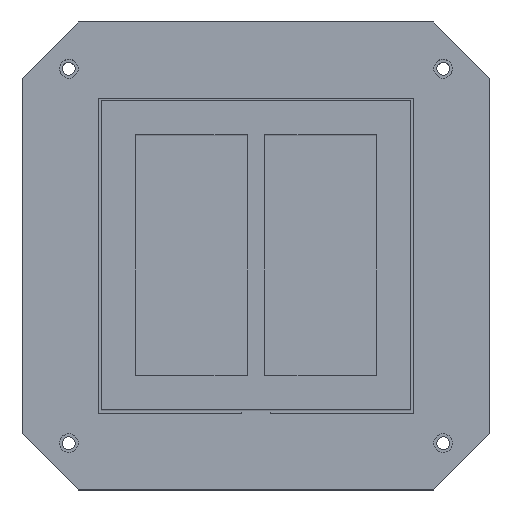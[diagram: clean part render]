
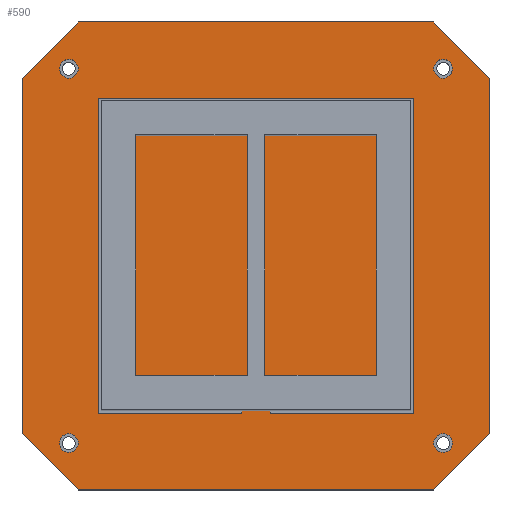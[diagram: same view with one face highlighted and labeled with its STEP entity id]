
A CAD part, top view. The second image highlights one B-rep face of the part: STEP entity #590.
In plain terms, the highlighted planar face has unit normal (0, 0, 1).
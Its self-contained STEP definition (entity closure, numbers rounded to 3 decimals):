
#382=EDGE_CURVE('',#466,#428,#1027,.T.);
#396=EDGE_CURVE('',#772,#720,#1043,.T.);
#402=VERTEX_POINT('',#1049);
#428=VERTEX_POINT('',#1077);
#466=VERTEX_POINT('',#1121);
#502=EDGE_CURVE('',#526,#612,#1160,.T.);
#508=VERTEX_POINT('',#1168);
#526=VERTEX_POINT('',#1188);
#544=VERTEX_POINT('',#1209);
#558=EDGE_CURVE('',#874,#576,#1224,.T.);
#570=EDGE_CURVE('',#576,#584,#1237,.T.);
#576=VERTEX_POINT('',#1243);
#582=EDGE_CURVE('',#688,#584,#1251,.T.);
#584=VERTEX_POINT('',#1253);
#590=ADVANCED_FACE('',(#1260,#1261,#1262,#1263,#1264,#1265),#1266,.T.);
#594=EDGE_CURVE('',#796,#606,#1270,.T.);
#602=EDGE_CURVE('',#614,#626,#1278,.T.);
#604=EDGE_CURVE('',#614,#706,#1280,.T.);
#606=VERTEX_POINT('',#1282);
#612=VERTEX_POINT('',#1289);
#614=VERTEX_POINT('',#1291);
#620=EDGE_CURVE('',#642,#626,#1297,.T.);
#626=VERTEX_POINT('',#1303);
#640=EDGE_CURVE('',#662,#642,#1318,.T.);
#642=VERTEX_POINT('',#1320);
#660=EDGE_CURVE('',#674,#662,#1341,.T.);
#662=VERTEX_POINT('',#1343);
#668=EDGE_CURVE('',#684,#674,#1349,.T.);
#672=EDGE_CURVE('',#526,#688,#1353,.T.);
#674=VERTEX_POINT('',#1355);
#680=EDGE_CURVE('',#692,#684,#1363,.T.);
#682=EDGE_CURVE('',#402,#544,#1365,.T.);
#684=VERTEX_POINT('',#1367);
#686=EDGE_CURVE('',#706,#692,#1369,.T.);
#688=VERTEX_POINT('',#1371);
#692=VERTEX_POINT('',#1375);
#706=VERTEX_POINT('',#1392);
#708=EDGE_CURVE('',#930,#794,#1394,.T.);
#720=VERTEX_POINT('',#1409);
#746=EDGE_CURVE('',#874,#508,#1438,.T.);
#760=EDGE_CURVE('',#606,#612,#1453,.T.);
#762=EDGE_CURVE('',#894,#930,#1455,.T.);
#772=VERTEX_POINT('',#1465);
#788=EDGE_CURVE('',#794,#796,#1482,.T.);
#794=VERTEX_POINT('',#1489);
#796=VERTEX_POINT('',#1491);
#854=EDGE_CURVE('',#860,#890,#1553,.T.);
#860=VERTEX_POINT('',#1559);
#872=EDGE_CURVE('',#720,#772,#1572,.T.);
#874=VERTEX_POINT('',#1574);
#890=VERTEX_POINT('',#1590);
#894=VERTEX_POINT('',#1594);
#908=EDGE_CURVE('',#544,#402,#1609,.T.);
#916=EDGE_CURVE('',#508,#894,#1617,.T.);
#926=EDGE_CURVE('',#890,#860,#1627,.T.);
#930=VERTEX_POINT('',#1631);
#932=EDGE_CURVE('',#428,#466,#1633,.T.);
#1027=CIRCLE('',#1745,10.);
#1043=CIRCLE('',#1771,10.);
#1049=CARTESIAN_POINT('',(-210.0,-200.0,37.));
#1077=CARTESIAN_POINT('',(-190.0,200.0,37.0));
#1121=CARTESIAN_POINT('',(-210.0,200.0,37.));
#1160=LINE('',#1937,#1938);
#1168=CARTESIAN_POINT('',(15.,-168.5,37.));
#1188=CARTESIAN_POINT('',(-15.,-168.5,37.));
#1209=CARTESIAN_POINT('',(-190.0,-200.0,37.0));
#1224=LINE('',#2021,#2022);
#1237=LINE('',#2039,#2040);
#1243=CARTESIAN_POINT('',(168.5,168.5,37.));
#1251=LINE('',#2057,#2058);
#1253=CARTESIAN_POINT('',(-168.5,168.5,37.));
#1260=FACE_BOUND('',#2069,.T.);
#1261=FACE_BOUND('',#2070,.T.);
#1262=FACE_BOUND('',#2071,.T.);
#1263=FACE_BOUND('',#2072,.T.);
#1264=FACE_OUTER_BOUND('',#2073,.T.);
#1265=FACE_BOUND('',#2074,.T.);
#1266=PLANE('',#2075);
#1270=LINE('',#2080,#2081);
#1278=LINE('',#2093,#2094);
#1280=LINE('',#2097,#2098);
#1282=CARTESIAN_POINT('',(-128.5,-128.5,37.));
#1289=CARTESIAN_POINT('',(-15.,-128.5,37.));
#1291=CARTESIAN_POINT('',(-250.0,-190.0,37.));
#1297=LINE('',#2121,#2122);
#1303=CARTESIAN_POINT('',(-250.0,190.0,37.));
#1318=LINE('',#2153,#2154);
#1320=CARTESIAN_POINT('',(-190.0,250.0,37.));
#1341=LINE('',#2182,#2183);
#1343=CARTESIAN_POINT('',(190.0,250.0,37.));
#1349=LINE('',#2193,#2194);
#1353=LINE('',#2199,#2200);
#1355=CARTESIAN_POINT('',(250.0,190.0,37.));
#1363=LINE('',#2211,#2212);
#1365=CIRCLE('',#2215,10.);
#1367=CARTESIAN_POINT('',(250.0,-190.0,37.));
#1369=LINE('',#2220,#2221);
#1371=CARTESIAN_POINT('',(-168.5,-168.5,37.));
#1375=CARTESIAN_POINT('',(190.0,-250.0,37.));
#1392=CARTESIAN_POINT('',(-190.0,-250.0,37.));
#1394=LINE('',#2252,#2253);
#1409=CARTESIAN_POINT('',(210.0,200.0,37.0));
#1438=LINE('',#2309,#2310);
#1453=LINE('',#2330,#2331);
#1455=LINE('',#2334,#2335);
#1465=CARTESIAN_POINT('',(190.0,200.0,37.));
#1482=LINE('',#2373,#2374);
#1489=CARTESIAN_POINT('',(128.5,128.5,37.));
#1491=CARTESIAN_POINT('',(-128.5,128.5,37.));
#1553=CIRCLE('',#2472,10.);
#1559=CARTESIAN_POINT('',(210.0,-200.0,37.0));
#1572=CIRCLE('',#2497,10.);
#1574=CARTESIAN_POINT('',(168.5,-168.5,37.0));
#1590=CARTESIAN_POINT('',(190.0,-200.0,37.));
#1594=CARTESIAN_POINT('',(15.,-128.5,37.));
#1609=CIRCLE('',#2548,10.);
#1617=LINE('',#2559,#2560);
#1627=CIRCLE('',#2576,10.);
#1631=CARTESIAN_POINT('',(128.5,-128.5,37.));
#1633=CIRCLE('',#2585,10.);
#1745=AXIS2_PLACEMENT_3D('',#2699,#2700,#2701);
#1771=AXIS2_PLACEMENT_3D('',#2717,#2718,#2719);
#1937=CARTESIAN_POINT('',(-15.,-250.0,37.));
#1938=VECTOR('',#2847,1.0);
#2021=CARTESIAN_POINT('',(168.5,0.,37.0));
#2022=VECTOR('',#2921,1.0);
#2039=CARTESIAN_POINT('',(165.5,168.5,37.));
#2040=VECTOR('',#2932,1.0);
#2057=CARTESIAN_POINT('',(-168.5,0.,37.0));
#2058=VECTOR('',#2942,1.0);
#2069=EDGE_LOOP('',(#2953,#2954));
#2070=EDGE_LOOP('',(#2955,#2956));
#2071=EDGE_LOOP('',(#2957,#2958));
#2072=EDGE_LOOP('',(#2959,#2960));
#2073=EDGE_LOOP('',(#2961,#2962,#2963,#2964,#2965,#2966,#2967,#2968));
#2074=EDGE_LOOP('',(#2969,#2970,#2971,#2972,#2973,#2974,#2975,#2976,#2977,#2978,#2979,#2980));
#2075=AXIS2_PLACEMENT_3D('',#2981,#2982,#2983);
#2080=CARTESIAN_POINT('',(-128.5,128.5,37.));
#2081=VECTOR('',#2984,1.0);
#2093=CARTESIAN_POINT('',(-250.0,0.,37.0));
#2094=VECTOR('',#2989,1.0);
#2097=CARTESIAN_POINT('',(-277.125,-162.875,37.0));
#2098=VECTOR('',#2990,1.0);
#2121=CARTESIAN_POINT('',(-247.125,192.875,37.0));
#2122=VECTOR('',#3004,1.0);
#2153=CARTESIAN_POINT('',(-250.0,250.0,37.0));
#2154=VECTOR('',#3019,1.0);
#2182=CARTESIAN_POINT('',(192.875,247.125,37.0));
#2183=VECTOR('',#3049,1.0);
#2193=CARTESIAN_POINT('',(250.0,0.,37.0));
#2194=VECTOR('',#3053,1.0);
#2199=CARTESIAN_POINT('',(165.5,-168.5,37.));
#2200=VECTOR('',#3054,1.0);
#2211=CARTESIAN_POINT('',(162.875,-277.125,37.0));
#2212=VECTOR('',#3071,1.0);
#2215=AXIS2_PLACEMENT_3D('',#3072,#3073,#3074);
#2220=CARTESIAN_POINT('',(168.5,-250.0,37.0));
#2221=VECTOR('',#3075,1.0);
#2252=CARTESIAN_POINT('',(128.5,-128.5,37.));
#2253=VECTOR('',#3113,1.0);
#2309=CARTESIAN_POINT('',(165.5,-168.5,37.));
#2310=VECTOR('',#3162,1.0);
#2330=CARTESIAN_POINT('',(-128.5,-128.5,37.));
#2331=VECTOR('',#3173,1.0);
#2334=CARTESIAN_POINT('',(-128.5,-128.5,37.));
#2335=VECTOR('',#3174,1.0);
#2373=CARTESIAN_POINT('',(128.5,128.5,37.));
#2374=VECTOR('',#3193,1.0);
#2472=AXIS2_PLACEMENT_3D('',#3249,#3250,#3251);
#2497=AXIS2_PLACEMENT_3D('',#3277,#3278,#3279);
#2548=AXIS2_PLACEMENT_3D('',#3302,#3303,#3304);
#2559=CARTESIAN_POINT('',(15.,-250.0,37.));
#2560=VECTOR('',#3306,1.0);
#2576=AXIS2_PLACEMENT_3D('',#3317,#3318,#3319);
#2585=AXIS2_PLACEMENT_3D('',#3321,#3322,#3323);
#2699=CARTESIAN_POINT('',(-200.0,200.0,37.0));
#2700=DIRECTION('',(0.,0.,-1.0));
#2701=DIRECTION('',(-1.0,0.,0.));
#2717=CARTESIAN_POINT('',(200.0,200.0,37.0));
#2718=DIRECTION('',(0.,0.,-1.0));
#2719=DIRECTION('',(-1.0,0.,0.));
#2847=DIRECTION('',(0.0,1.0,0.0));
#2921=DIRECTION('',(0.,1.0,0.));
#2932=DIRECTION('',(-1.0,0.0,0.0));
#2942=DIRECTION('',(0.,1.0,0.));
#2953=ORIENTED_EDGE('',*,*,#382,.T.);
#2954=ORIENTED_EDGE('',*,*,#932,.T.);
#2955=ORIENTED_EDGE('',*,*,#682,.T.);
#2956=ORIENTED_EDGE('',*,*,#908,.T.);
#2957=ORIENTED_EDGE('',*,*,#396,.T.);
#2958=ORIENTED_EDGE('',*,*,#872,.T.);
#2959=ORIENTED_EDGE('',*,*,#926,.T.);
#2960=ORIENTED_EDGE('',*,*,#854,.T.);
#2961=ORIENTED_EDGE('',*,*,#686,.T.);
#2962=ORIENTED_EDGE('',*,*,#680,.T.);
#2963=ORIENTED_EDGE('',*,*,#668,.T.);
#2964=ORIENTED_EDGE('',*,*,#660,.T.);
#2965=ORIENTED_EDGE('',*,*,#640,.T.);
#2966=ORIENTED_EDGE('',*,*,#620,.T.);
#2967=ORIENTED_EDGE('',*,*,#602,.F.);
#2968=ORIENTED_EDGE('',*,*,#604,.T.);
#2969=ORIENTED_EDGE('',*,*,#788,.T.);
#2970=ORIENTED_EDGE('',*,*,#594,.T.);
#2971=ORIENTED_EDGE('',*,*,#760,.T.);
#2972=ORIENTED_EDGE('',*,*,#502,.F.);
#2973=ORIENTED_EDGE('',*,*,#672,.T.);
#2974=ORIENTED_EDGE('',*,*,#582,.T.);
#2975=ORIENTED_EDGE('',*,*,#570,.F.);
#2976=ORIENTED_EDGE('',*,*,#558,.F.);
#2977=ORIENTED_EDGE('',*,*,#746,.T.);
#2978=ORIENTED_EDGE('',*,*,#916,.T.);
#2979=ORIENTED_EDGE('',*,*,#762,.T.);
#2980=ORIENTED_EDGE('',*,*,#708,.T.);
#2981=CARTESIAN_POINT('',(69.,0.,37.));
#2982=DIRECTION('',(0.0,0.0,1.0));
#2983=DIRECTION('',(-1.0,0.0,0.0));
#2984=DIRECTION('',(0.0,-1.0,0.0));
#2989=DIRECTION('',(0.,1.0,0.));
#2990=DIRECTION('',(0.707,-0.707,0.));
#3004=DIRECTION('',(-0.707,-0.707,0.));
#3019=DIRECTION('',(-1.0,0.,0.0));
#3049=DIRECTION('',(-0.707,0.707,0.));
#3053=DIRECTION('',(0.,1.0,0.));
#3054=DIRECTION('',(-1.0,0.0,0.0));
#3071=DIRECTION('',(0.707,0.707,0.));
#3072=CARTESIAN_POINT('',(-200.0,-200.0,37.0));
#3073=DIRECTION('',(0.,0.,-1.0));
#3074=DIRECTION('',(-1.0,0.,0.));
#3075=DIRECTION('',(1.0,0.,0.0));
#3113=DIRECTION('',(0.0,1.0,0.0));
#3162=DIRECTION('',(-1.0,0.0,0.0));
#3173=DIRECTION('',(1.0,0.0,0.0));
#3174=DIRECTION('',(1.0,0.0,0.0));
#3193=DIRECTION('',(-1.0,0.0,0.0));
#3249=CARTESIAN_POINT('',(200.0,-200.0,37.0));
#3250=DIRECTION('',(0.,0.,-1.0));
#3251=DIRECTION('',(-1.0,0.,0.));
#3277=CARTESIAN_POINT('',(200.0,200.0,37.0));
#3278=DIRECTION('',(0.,0.,-1.0));
#3279=DIRECTION('',(-1.0,0.,0.));
#3302=CARTESIAN_POINT('',(-200.0,-200.0,37.0));
#3303=DIRECTION('',(0.,0.,-1.0));
#3304=DIRECTION('',(-1.0,0.,0.));
#3306=DIRECTION('',(0.0,1.0,0.0));
#3317=CARTESIAN_POINT('',(200.0,-200.0,37.0));
#3318=DIRECTION('',(0.,0.,-1.0));
#3319=DIRECTION('',(-1.0,0.,0.));
#3321=CARTESIAN_POINT('',(-200.0,200.0,37.0));
#3322=DIRECTION('',(0.,0.,-1.0));
#3323=DIRECTION('',(-1.0,0.,0.));
